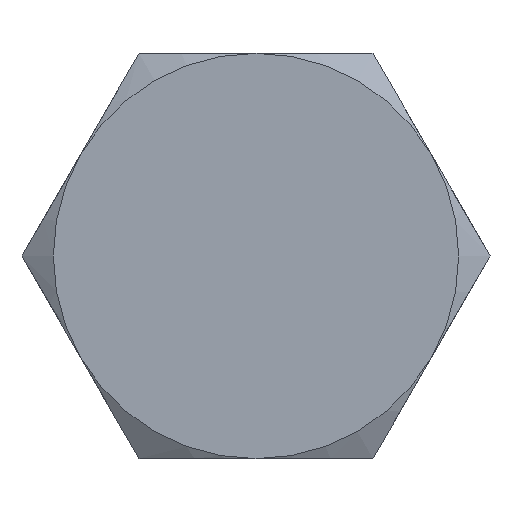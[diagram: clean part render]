
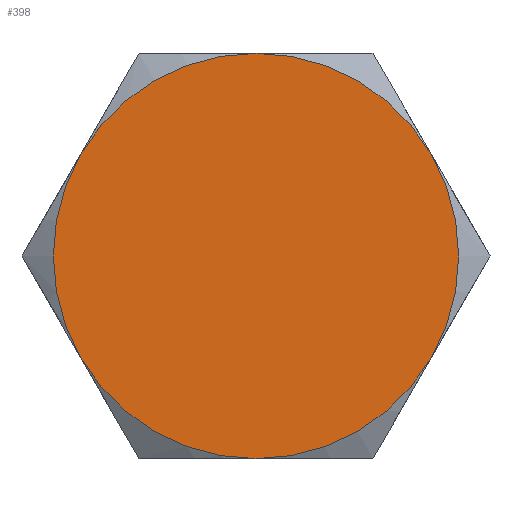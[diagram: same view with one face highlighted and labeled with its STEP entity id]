
A CAD part, left-side view. The second image highlights one B-rep face of the part: STEP entity #398.
In plain terms, the highlighted planar face has unit normal (-1, 0, 0).
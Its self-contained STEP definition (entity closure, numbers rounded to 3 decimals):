
#65=PLANE('',#431);
#137=VERTEX_POINT('',#503);
#138=VERTEX_POINT('',#504);
#139=VERTEX_POINT('',#506);
#140=VERTEX_POINT('',#508);
#141=VERTEX_POINT('',#510);
#142=VERTEX_POINT('',#512);
#162=CIRCLE('',#432,6.5);
#163=CIRCLE('',#433,6.5);
#164=CIRCLE('',#434,6.5);
#165=CIRCLE('',#435,6.5);
#166=CIRCLE('',#436,6.5);
#167=CIRCLE('',#437,6.5);
#192=EDGE_CURVE('',#137,#138,#162,.T.);
#193=EDGE_CURVE('',#139,#137,#163,.T.);
#194=EDGE_CURVE('',#140,#139,#164,.T.);
#195=EDGE_CURVE('',#141,#140,#165,.T.);
#196=EDGE_CURVE('',#142,#141,#166,.T.);
#197=EDGE_CURVE('',#138,#142,#167,.T.);
#249=ORIENTED_EDGE('',*,*,#192,.F.);
#250=ORIENTED_EDGE('',*,*,#193,.F.);
#251=ORIENTED_EDGE('',*,*,#194,.F.);
#252=ORIENTED_EDGE('',*,*,#195,.F.);
#253=ORIENTED_EDGE('',*,*,#196,.F.);
#254=ORIENTED_EDGE('',*,*,#197,.F.);
#342=EDGE_LOOP('',(#249,#250,#251,#252,#253,#254));
#370=FACE_BOUND('',#342,.T.);
#398=ADVANCED_FACE('',(#370),#65,.F.);
#431=AXIS2_PLACEMENT_3D('',#501,#635,$);
#432=AXIS2_PLACEMENT_3D('',#502,#636,#637);
#433=AXIS2_PLACEMENT_3D('',#505,#638,#639);
#434=AXIS2_PLACEMENT_3D('',#507,#640,#641);
#435=AXIS2_PLACEMENT_3D('',#509,#642,#643);
#436=AXIS2_PLACEMENT_3D('',#511,#644,#645);
#437=AXIS2_PLACEMENT_3D('',#513,#646,#647);
#501=CARTESIAN_POINT('',(-5.3,0.,0.));
#502=CARTESIAN_POINT('',(-5.3,0.,0.));
#503=CARTESIAN_POINT('',(-5.3,5.629,-3.25));
#504=CARTESIAN_POINT('',(-5.3,5.629,3.25));
#505=CARTESIAN_POINT('',(-5.3,0.,0.));
#506=CARTESIAN_POINT('',(-5.3,0.,-6.5));
#507=CARTESIAN_POINT('',(-5.3,0.,0.));
#508=CARTESIAN_POINT('',(-5.3,-5.629,-3.25));
#509=CARTESIAN_POINT('',(-5.3,0.,0.));
#510=CARTESIAN_POINT('',(-5.3,-5.629,3.25));
#511=CARTESIAN_POINT('',(-5.3,0.,0.));
#512=CARTESIAN_POINT('',(-5.3,0.,6.5));
#513=CARTESIAN_POINT('',(-5.3,0.,0.));
#635=DIRECTION('',(1.,0.,0.));
#636=DIRECTION('',(1.,0.,0.));
#637=DIRECTION('',(0.,0.,-6.5));
#638=DIRECTION('',(1.,0.,0.));
#639=DIRECTION('',(0.,0.,-6.5));
#640=DIRECTION('',(1.,0.,0.));
#641=DIRECTION('',(0.,0.,-6.5));
#642=DIRECTION('',(1.,0.,0.));
#643=DIRECTION('',(0.,0.,-6.5));
#644=DIRECTION('',(1.,0.,0.));
#645=DIRECTION('',(0.,0.,-6.5));
#646=DIRECTION('',(1.,0.,0.));
#647=DIRECTION('',(0.,0.,-6.5));
